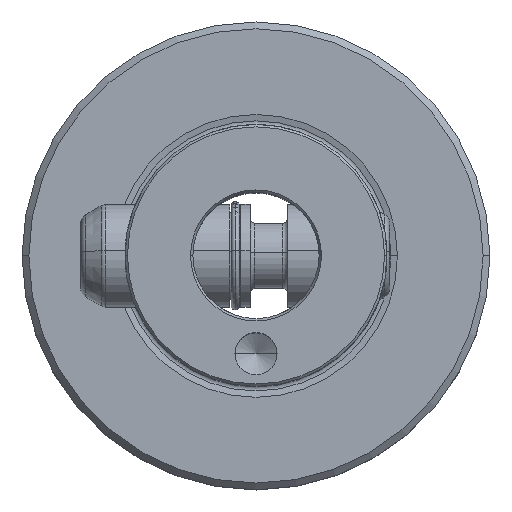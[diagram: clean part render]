
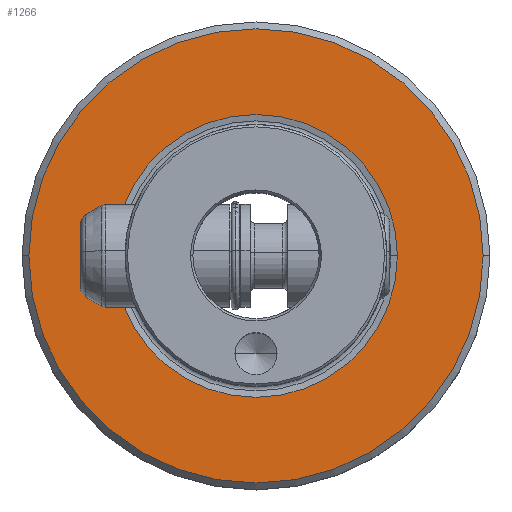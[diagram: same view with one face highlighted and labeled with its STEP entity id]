
A CAD part, top view. The second image highlights one B-rep face of the part: STEP entity #1266.
In plain terms, the highlighted planar face has unit normal (0, 0, 1).
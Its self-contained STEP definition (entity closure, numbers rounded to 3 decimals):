
#832=EDGE_CURVE('NONE',#1660,#1860,#2248,.F.);
#1266=ADVANCED_FACE('NONE',(#2739,#2740),#2741,.T.);
#1376=EDGE_CURVE('NONE',#1860,#1660,#2871,.F.);
#1508=VERTEX_POINT('NONE',#3016);
#1660=VERTEX_POINT('NONE',#3186);
#1722=EDGE_CURVE('NONE',#1764,#1508,#3254,.T.);
#1764=VERTEX_POINT('NONE',#3298);
#1860=VERTEX_POINT('NONE',#3405);
#2110=EDGE_CURVE('NONE',#1508,#1764,#3677,.T.);
#2248=CIRCLE('',#3891,15.112);
#2739=FACE_OUTER_BOUND('',#4985,.T.);
#2740=FACE_BOUND('',#4986,.T.);
#2741=PLANE('',#4987);
#2871=CIRCLE('',#5245,15.112);
#3016=CARTESIAN_POINT('',(24.275,0.,0.));
#3186=CARTESIAN_POINT('',(-15.112,0.,0.));
#3254=CIRCLE('',#6028,24.275);
#3298=CARTESIAN_POINT('',(-24.275,0.0,0.));
#3405=CARTESIAN_POINT('',(15.112,0.0,0.));
#3677=CIRCLE('',#6751,24.275);
#3891=AXIS2_PLACEMENT_3D('',#6910,#6911,#6912);
#4985=EDGE_LOOP('',(#7546,#7547));
#4986=EDGE_LOOP('',(#7548,#7549));
#4987=AXIS2_PLACEMENT_3D('',#7550,#7551,#7552);
#5245=AXIS2_PLACEMENT_3D('',#7737,#7738,#7739);
#6028=AXIS2_PLACEMENT_3D('',#8193,#8194,#8195);
#6751=AXIS2_PLACEMENT_3D('',#8667,#8668,#8669);
#6910=CARTESIAN_POINT('',(0.0,0.0,0.));
#6911=DIRECTION('',(0.0,0.0,-1.0));
#6912=DIRECTION('',(1.0,0.0,0.0));
#7546=ORIENTED_EDGE('',*,*,#1722,.F.);
#7547=ORIENTED_EDGE('',*,*,#2110,.F.);
#7548=ORIENTED_EDGE('',*,*,#1376,.F.);
#7549=ORIENTED_EDGE('',*,*,#832,.F.);
#7550=CARTESIAN_POINT('',(0.0,25.0,0.));
#7551=DIRECTION('',(0.0,0.0,1.0));
#7552=DIRECTION('',(1.0,0.0,0.0));
#7737=CARTESIAN_POINT('',(0.0,0.0,0.));
#7738=DIRECTION('',(0.0,0.0,-1.0));
#7739=DIRECTION('',(1.0,0.0,0.0));
#8193=CARTESIAN_POINT('',(0.0,0.0,0.));
#8194=DIRECTION('',(0.0,0.0,-1.0));
#8195=DIRECTION('',(-1.0,0.0,0.0));
#8667=CARTESIAN_POINT('',(0.0,0.0,0.));
#8668=DIRECTION('',(0.0,0.0,-1.0));
#8669=DIRECTION('',(-1.0,0.0,0.0));
